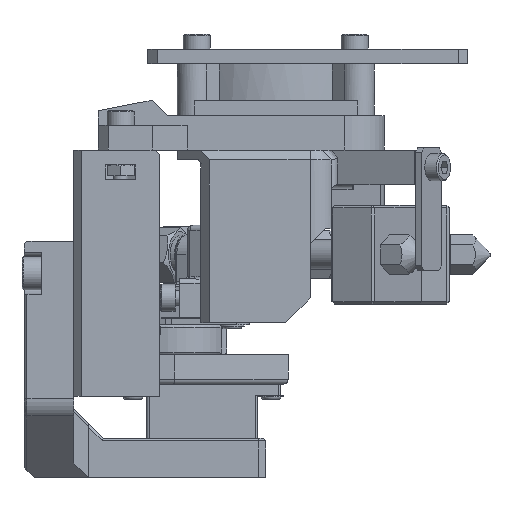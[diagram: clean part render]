
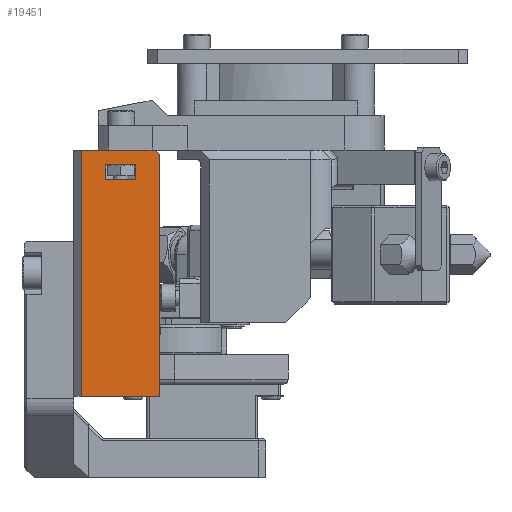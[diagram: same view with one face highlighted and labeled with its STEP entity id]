
A CAD part, left-side view. The second image highlights one B-rep face of the part: STEP entity #19451.
In plain terms, the highlighted planar face has unit normal (-1, 0, 0).
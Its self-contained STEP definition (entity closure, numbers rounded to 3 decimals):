
#1155=FACE_BOUND('',#3280,.T.);
#2183=FACE_OUTER_BOUND('',#3279,.T.);
#3279=EDGE_LOOP('',(#13060,#13061,#13062,#13063,#13064));
#3280=EDGE_LOOP('',(#13065,#13066,#13067,#13068));
#4596=LINE('',#28881,#6424);
#4599=LINE('',#28886,#6427);
#4600=LINE('',#28889,#6428);
#4601=LINE('',#28891,#6429);
#4602=LINE('',#28892,#6430);
#4603=LINE('',#28895,#6431);
#4604=LINE('',#28897,#6432);
#4605=LINE('',#28899,#6433);
#4606=LINE('',#28900,#6434);
#6424=VECTOR('',#22945,1000.);
#6427=VECTOR('',#22950,10.);
#6428=VECTOR('',#22953,1000.);
#6429=VECTOR('',#22954,1000.);
#6430=VECTOR('',#22955,1000.);
#6431=VECTOR('',#22956,1000.);
#6432=VECTOR('',#22957,1000.);
#6433=VECTOR('',#22958,1000.);
#6434=VECTOR('',#22959,1000.);
#8252=VERTEX_POINT('',#28878);
#8253=VERTEX_POINT('',#28880);
#8254=VERTEX_POINT('',#28884);
#8255=VERTEX_POINT('',#28888);
#8256=VERTEX_POINT('',#28890);
#8257=VERTEX_POINT('',#28893);
#8258=VERTEX_POINT('',#28894);
#8259=VERTEX_POINT('',#28896);
#8260=VERTEX_POINT('',#28898);
#10158=EDGE_CURVE('',#8253,#8252,#4596,.T.);
#10161=EDGE_CURVE('',#8253,#8254,#4599,.T.);
#10162=EDGE_CURVE('',#8255,#8252,#4600,.T.);
#10163=EDGE_CURVE('',#8255,#8256,#4601,.F.);
#10164=EDGE_CURVE('',#8256,#8254,#4602,.T.);
#10165=EDGE_CURVE('',#8257,#8258,#4603,.T.);
#10166=EDGE_CURVE('',#8257,#8259,#4604,.T.);
#10167=EDGE_CURVE('',#8260,#8259,#4605,.T.);
#10168=EDGE_CURVE('',#8258,#8260,#4606,.T.);
#13060=ORIENTED_EDGE('',*,*,#10161,.F.);
#13061=ORIENTED_EDGE('',*,*,#10158,.T.);
#13062=ORIENTED_EDGE('',*,*,#10162,.F.);
#13063=ORIENTED_EDGE('',*,*,#10163,.T.);
#13064=ORIENTED_EDGE('',*,*,#10164,.T.);
#13065=ORIENTED_EDGE('',*,*,#10165,.F.);
#13066=ORIENTED_EDGE('',*,*,#10166,.T.);
#13067=ORIENTED_EDGE('',*,*,#10167,.F.);
#13068=ORIENTED_EDGE('',*,*,#10168,.F.);
#18820=PLANE('',#20873);
#19451=ADVANCED_FACE('',(#2183,#1155),#18820,.T.);
#20873=AXIS2_PLACEMENT_3D('',#28887,#22951,#22952);
#22945=DIRECTION('',(0.,0.,-1.));
#22950=DIRECTION('',(0.,-1.,0.));
#22951=DIRECTION('center_axis',(-1.,0.,0.));
#22952=DIRECTION('ref_axis',(0.,-1.,0.));
#22953=DIRECTION('',(0.,1.,0.));
#22954=DIRECTION('',(0.,0.707,-0.707));
#22955=DIRECTION('',(0.,0.,1.));
#22956=DIRECTION('',(0.,-1.,0.));
#22957=DIRECTION('',(0.,0.,1.));
#22958=DIRECTION('',(0.,1.,0.));
#22959=DIRECTION('',(0.,0.,1.));
#28878=CARTESIAN_POINT('',(-32.5,25.,-12.));
#28880=CARTESIAN_POINT('',(-32.5,25.,4.));
#28881=CARTESIAN_POINT('',(-32.5,25.,0.));
#28884=CARTESIAN_POINT('',(-32.5,-25.,4.));
#28886=CARTESIAN_POINT('',(-32.5,-29.678,4.));
#28887=CARTESIAN_POINT('Origin',(-32.5,-25.,0.));
#28888=CARTESIAN_POINT('',(-32.5,-24.,-12.));
#28889=CARTESIAN_POINT('',(-32.5,-25.,-12.));
#28890=CARTESIAN_POINT('',(-32.5,-25.,-11.));
#28891=CARTESIAN_POINT('',(-32.5,-30.5,-5.5));
#28892=CARTESIAN_POINT('',(-32.5,-25.,0.));
#28893=CARTESIAN_POINT('',(-32.5,-19.,-7.));
#28894=CARTESIAN_POINT('',(-32.5,-22.,-7.));
#28895=CARTESIAN_POINT('',(-32.5,-25.,-7.));
#28896=CARTESIAN_POINT('',(-32.5,-19.,-1.));
#28897=CARTESIAN_POINT('',(-32.5,-19.,0.));
#28898=CARTESIAN_POINT('',(-32.5,-22.,-1.));
#28899=CARTESIAN_POINT('',(-32.5,-25.,-1.));
#28900=CARTESIAN_POINT('',(-32.5,-22.,0.));
